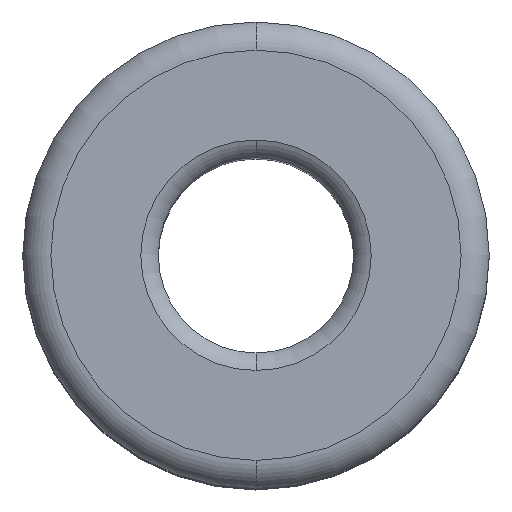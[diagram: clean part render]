
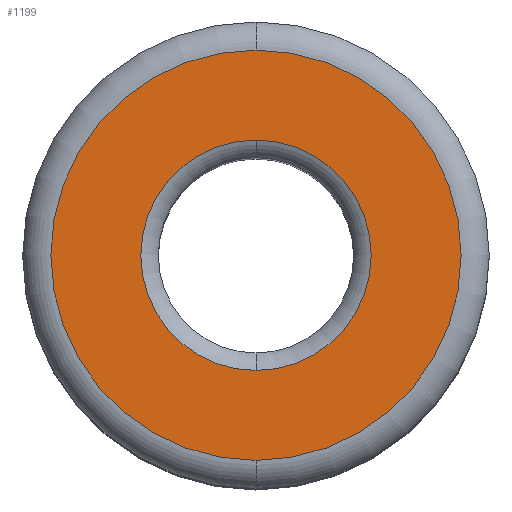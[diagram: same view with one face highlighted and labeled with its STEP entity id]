
A CAD part, top view. The second image highlights one B-rep face of the part: STEP entity #1199.
In plain terms, the highlighted planar face has unit normal (0, 0, 1).
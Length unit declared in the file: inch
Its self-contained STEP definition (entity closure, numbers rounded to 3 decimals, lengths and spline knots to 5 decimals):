
#129 = DIRECTION ( 'NONE',  ( 0., -1., 0. ) ) ;
#166 = CARTESIAN_POINT ( 'NONE',  ( -0.1165, 0., 0.43057 ) ) ;
#222 = AXIS2_PLACEMENT_3D ( 'NONE', #1866, #601, #1681 ) ;
#231 = AXIS2_PLACEMENT_3D ( 'NONE', #1600, #1422, #988 ) ;
#260 = DIRECTION ( 'NONE',  ( 0., 1., 0. ) ) ;
#268 = ORIENTED_EDGE ( 'NONE', *, *, #2066, .F. ) ;
#339 = VERTEX_POINT ( 'NONE', #1693 ) ;
#375 = AXIS2_PLACEMENT_3D ( 'NONE', #1559, #941, #129 ) ;
#467 = CIRCLE ( 'NONE', #1180, 0.20748 ) ;
#477 = FACE_OUTER_BOUND ( 'NONE', #2369, .T. ) ;
#535 = CARTESIAN_POINT ( 'NONE',  ( 0., 0., 0.43057 ) ) ;
#579 = VERTEX_POINT ( 'NONE', #2379 ) ;
#581 = EDGE_CURVE ( 'NONE', #1797, #579, #1132, .T. ) ;
#601 = DIRECTION ( 'NONE',  ( 0., 0., -1. ) ) ;
#605 = ORIENTED_EDGE ( 'NONE', *, *, #581, .F. ) ;
#641 = AXIS2_PLACEMENT_3D ( 'NONE', #2658, #1759, #2251 ) ;
#792 = EDGE_LOOP ( 'NONE', ( #1062, #1116 ) ) ;
#941 = DIRECTION ( 'NONE',  ( 0., 0., -1. ) ) ;
#951 = PLANE ( 'NONE',  #641 ) ;
#988 = DIRECTION ( 'NONE',  ( 0., -1., 0. ) ) ;
#1062 = ORIENTED_EDGE ( 'NONE', *, *, #2289, .T. ) ;
#1104 = VERTEX_POINT ( 'NONE', #166 ) ;
#1116 = ORIENTED_EDGE ( 'NONE', *, *, #1284, .T. ) ;
#1132 = CIRCLE ( 'NONE', #222, 0.20748 ) ;
#1180 = AXIS2_PLACEMENT_3D ( 'NONE', #535, #2255, #260 ) ;
#1199 = ADVANCED_FACE ( 'NONE', ( #2420, #477 ), #951, .F. ) ;
#1223 = CIRCLE ( 'NONE', #375, 0.1165 ) ;
#1284 = EDGE_CURVE ( 'NONE', #1104, #339, #1433, .T. ) ;
#1422 = DIRECTION ( 'NONE',  ( 0., 0., -1. ) ) ;
#1433 = CIRCLE ( 'NONE', #231, 0.1165 ) ;
#1559 = CARTESIAN_POINT ( 'NONE',  ( 0., 0., 0.43057 ) ) ;
#1600 = CARTESIAN_POINT ( 'NONE',  ( 0., 0., 0.43057 ) ) ;
#1612 = CARTESIAN_POINT ( 'NONE',  ( 0., 0.20747, 0.43057 ) ) ;
#1681 = DIRECTION ( 'NONE',  ( 0., 1., 0. ) ) ;
#1693 = CARTESIAN_POINT ( 'NONE',  ( 0.1165, 0., 0.43057 ) ) ;
#1759 = DIRECTION ( 'NONE',  ( 0., 0., -1. ) ) ;
#1797 = VERTEX_POINT ( 'NONE', #1612 ) ;
#1866 = CARTESIAN_POINT ( 'NONE',  ( 0., 0., 0.43057 ) ) ;
#2066 = EDGE_CURVE ( 'NONE', #579, #1797, #467, .T. ) ;
#2251 = DIRECTION ( 'NONE',  ( 0., 1., 0. ) ) ;
#2255 = DIRECTION ( 'NONE',  ( 0., 0., -1. ) ) ;
#2289 = EDGE_CURVE ( 'NONE', #339, #1104, #1223, .T. ) ;
#2369 = EDGE_LOOP ( 'NONE', ( #605, #268 ) ) ;
#2379 = CARTESIAN_POINT ( 'NONE',  ( 0., -0.20748, 0.43057 ) ) ;
#2420 = FACE_BOUND ( 'NONE', #792, .T. ) ;
#2658 = CARTESIAN_POINT ( 'NONE',  ( 0., 0.20747, 0.43057 ) ) ;
